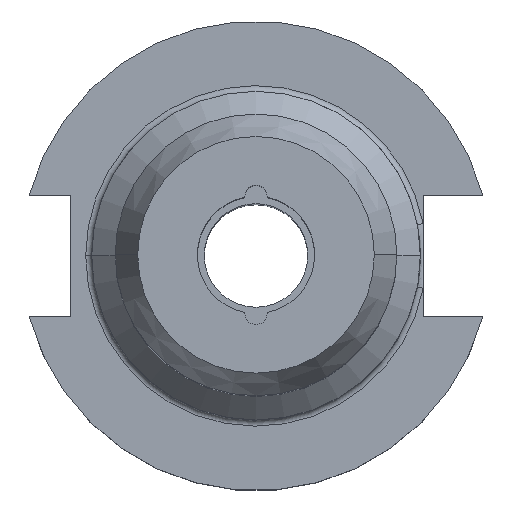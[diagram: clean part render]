
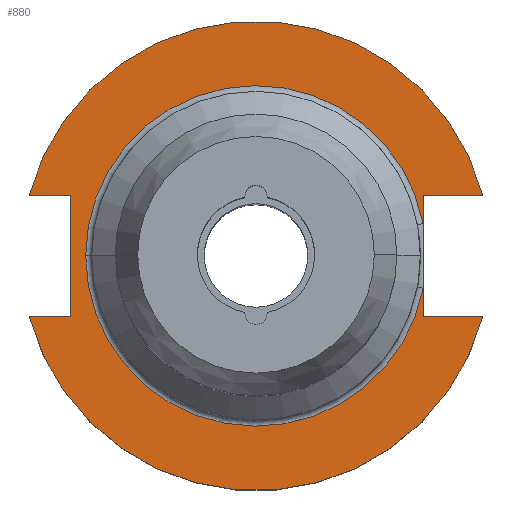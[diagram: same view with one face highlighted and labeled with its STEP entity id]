
A CAD part, top view. The second image highlights one B-rep face of the part: STEP entity #880.
In plain terms, the highlighted planar face has unit normal (0, 0, 1).
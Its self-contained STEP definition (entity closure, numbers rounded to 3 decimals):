
#42 = AXIS2_PLACEMENT_3D ( 'NONE', #1522, #1900, #982 ) ;
#44 = CARTESIAN_POINT ( 'NONE',  ( 0., 0., 19.05 ) ) ;
#55 = CARTESIAN_POINT ( 'NONE',  ( 0., 0., 19.05 ) ) ;
#59 = CARTESIAN_POINT ( 'NONE',  ( 22.606, 22.225, 19.05 ) ) ;
#61 = CARTESIAN_POINT ( 'NONE',  ( -61.091, 8.191, 19.05 ) ) ;
#112 = EDGE_CURVE ( 'NONE', #340, #1896, #1014, .T. ) ;
#132 = CARTESIAN_POINT ( 'NONE',  ( 22.606, 4.373, 19.05 ) ) ;
#142 = EDGE_CURVE ( 'NONE', #950, #696, #239, .T. ) ;
#167 = CARTESIAN_POINT ( 'NONE',  ( -61.091, -8.191, 19.05 ) ) ;
#171 = CARTESIAN_POINT ( 'NONE',  ( 0., 8.191, 19.05 ) ) ;
#204 = DIRECTION ( 'NONE',  ( 1., 0., 0. ) ) ;
#214 = DIRECTION ( 'NONE',  ( -1., 0., 0. ) ) ;
#221 = CARTESIAN_POINT ( 'NONE',  ( -25.091, -8.191, 19.05 ) ) ;
#233 = ORIENTED_EDGE ( 'NONE', *, *, #112, .T. ) ;
#239 = LINE ( 'NONE', #1268, #1731 ) ;
#289 = AXIS2_PLACEMENT_3D ( 'NONE', #699, #1772, #855 ) ;
#299 = ORIENTED_EDGE ( 'NONE', *, *, #1729, .T. ) ;
#318 = DIRECTION ( 'NONE',  ( 1., 0., 0. ) ) ;
#340 = VERTEX_POINT ( 'NONE', #132 ) ;
#346 = CIRCLE ( 'NONE', #289, 23.025 ) ;
#357 = DIRECTION ( 'NONE',  ( -1., 0., 0. ) ) ;
#377 = AXIS2_PLACEMENT_3D ( 'NONE', #44, #1132, #204 ) ;
#397 = ORIENTED_EDGE ( 'NONE', *, *, #142, .T. ) ;
#443 = EDGE_CURVE ( 'NONE', #1208, #1314, #980, .T. ) ;
#527 = DIRECTION ( 'NONE',  ( 1., 0., 0. ) ) ;
#540 = DIRECTION ( 'NONE',  ( 1., 0., 0. ) ) ;
#633 = DIRECTION ( 'NONE',  ( 0., 0., -1. ) ) ;
#647 = ORIENTED_EDGE ( 'NONE', *, *, #1951, .T. ) ;
#652 = DIRECTION ( 'NONE',  ( 0., -1., 0. ) ) ;
#670 = VECTOR ( 'NONE', #984, 1000. ) ;
#696 = VERTEX_POINT ( 'NONE', #221 ) ;
#699 = CARTESIAN_POINT ( 'NONE',  ( 0., 0., 19.05 ) ) ;
#709 = CIRCLE ( 'NONE', #1495, 23.025 ) ;
#751 = ORIENTED_EDGE ( 'NONE', *, *, #1742, .F. ) ;
#783 = CARTESIAN_POINT ( 'NONE',  ( 30.675, 8.191, 19.05 ) ) ;
#787 = AXIS2_PLACEMENT_3D ( 'NONE', #925, #633, #1709 ) ;
#799 = LINE ( 'NONE', #61, #1629 ) ;
#845 = ORIENTED_EDGE ( 'NONE', *, *, #871, .F. ) ;
#855 = DIRECTION ( 'NONE',  ( -1., 0., 0. ) ) ;
#864 = ORIENTED_EDGE ( 'NONE', *, *, #443, .T. ) ;
#871 = EDGE_CURVE ( 'NONE', #1208, #696, #1818, .T. ) ;
#880 = ADVANCED_FACE ( 'NONE', ( #955 ), #1550, .F. ) ;
#893 = ORIENTED_EDGE ( 'NONE', *, *, #1670, .T. ) ;
#924 = VERTEX_POINT ( 'NONE', #783 ) ;
#925 = CARTESIAN_POINT ( 'NONE',  ( 0., 22.225, 19.05 ) ) ;
#933 = CIRCLE ( 'NONE', #377, 31.75 ) ;
#939 = EDGE_CURVE ( 'NONE', #924, #1896, #1081, .T. ) ;
#950 = VERTEX_POINT ( 'NONE', #1588 ) ;
#955 = FACE_OUTER_BOUND ( 'NONE', #1867, .T. ) ;
#980 = CIRCLE ( 'NONE', #42, 31.75 ) ;
#982 = DIRECTION ( 'NONE',  ( 1., 0., 0. ) ) ;
#984 = DIRECTION ( 'NONE',  ( 0., 1., 0. ) ) ;
#1014 = LINE ( 'NONE', #1043, #1373 ) ;
#1023 = EDGE_CURVE ( 'NONE', #1658, #1320, #1391, .T. ) ;
#1033 = CARTESIAN_POINT ( 'NONE',  ( 30.675, -8.191, 19.05 ) ) ;
#1034 = VECTOR ( 'NONE', #357, 1000. ) ;
#1043 = CARTESIAN_POINT ( 'NONE',  ( 22.606, 22.225, 19.05 ) ) ;
#1075 = EDGE_CURVE ( 'NONE', #924, #1565, #933, .T. ) ;
#1081 = LINE ( 'NONE', #171, #1034 ) ;
#1099 = CARTESIAN_POINT ( 'NONE',  ( -30.675, 8.191, 19.05 ) ) ;
#1124 = VECTOR ( 'NONE', #540, 1000. ) ;
#1132 = DIRECTION ( 'NONE',  ( 0., 0., 1. ) ) ;
#1143 = DIRECTION ( 'NONE',  ( 0., 0., -1. ) ) ;
#1181 = VERTEX_POINT ( 'NONE', #1615 ) ;
#1191 = CARTESIAN_POINT ( 'NONE',  ( 22.606, -4.373, 19.05 ) ) ;
#1194 = ORIENTED_EDGE ( 'NONE', *, *, #1075, .T. ) ;
#1208 = VERTEX_POINT ( 'NONE', #1315 ) ;
#1268 = CARTESIAN_POINT ( 'NONE',  ( -25.091, 8.191, 19.05 ) ) ;
#1310 = CARTESIAN_POINT ( 'NONE',  ( 0., -8.191, 19.05 ) ) ;
#1314 = VERTEX_POINT ( 'NONE', #1033 ) ;
#1315 = CARTESIAN_POINT ( 'NONE',  ( -30.675, -8.191, 19.05 ) ) ;
#1320 = VERTEX_POINT ( 'NONE', #1191 ) ;
#1371 = VECTOR ( 'NONE', #318, 1000. ) ;
#1373 = VECTOR ( 'NONE', #1970, 1000. ) ;
#1391 = LINE ( 'NONE', #59, #670 ) ;
#1425 = CARTESIAN_POINT ( 'NONE',  ( 22.606, 8.191, 19.05 ) ) ;
#1495 = AXIS2_PLACEMENT_3D ( 'NONE', #55, #1143, #214 ) ;
#1522 = CARTESIAN_POINT ( 'NONE',  ( 0., 0., 19.05 ) ) ;
#1550 = PLANE ( 'NONE',  #787 ) ;
#1565 = VERTEX_POINT ( 'NONE', #1099 ) ;
#1588 = CARTESIAN_POINT ( 'NONE',  ( -25.091, 8.191, 19.05 ) ) ;
#1615 = CARTESIAN_POINT ( 'NONE',  ( -23.025, 0., 19.05 ) ) ;
#1629 = VECTOR ( 'NONE', #527, 1000. ) ;
#1658 = VERTEX_POINT ( 'NONE', #1696 ) ;
#1670 = EDGE_CURVE ( 'NONE', #1565, #950, #799, .T. ) ;
#1696 = CARTESIAN_POINT ( 'NONE',  ( 22.606, -8.191, 19.05 ) ) ;
#1709 = DIRECTION ( 'NONE',  ( -1., 0., 0. ) ) ;
#1729 = EDGE_CURVE ( 'NONE', #1181, #340, #346, .T. ) ;
#1731 = VECTOR ( 'NONE', #652, 1000. ) ;
#1742 = EDGE_CURVE ( 'NONE', #1658, #1314, #1940, .T. ) ;
#1772 = DIRECTION ( 'NONE',  ( 0., 0., -1. ) ) ;
#1818 = LINE ( 'NONE', #167, #1371 ) ;
#1854 = ORIENTED_EDGE ( 'NONE', *, *, #939, .F. ) ;
#1867 = EDGE_LOOP ( 'NONE', ( #1997, #647, #299, #233, #1854, #1194, #893, #397, #845, #864, #751 ) ) ;
#1896 = VERTEX_POINT ( 'NONE', #1425 ) ;
#1900 = DIRECTION ( 'NONE',  ( 0., 0., 1. ) ) ;
#1940 = LINE ( 'NONE', #1310, #1124 ) ;
#1951 = EDGE_CURVE ( 'NONE', #1320, #1181, #709, .T. ) ;
#1970 = DIRECTION ( 'NONE',  ( 0., 1., 0. ) ) ;
#1997 = ORIENTED_EDGE ( 'NONE', *, *, #1023, .T. ) ;
